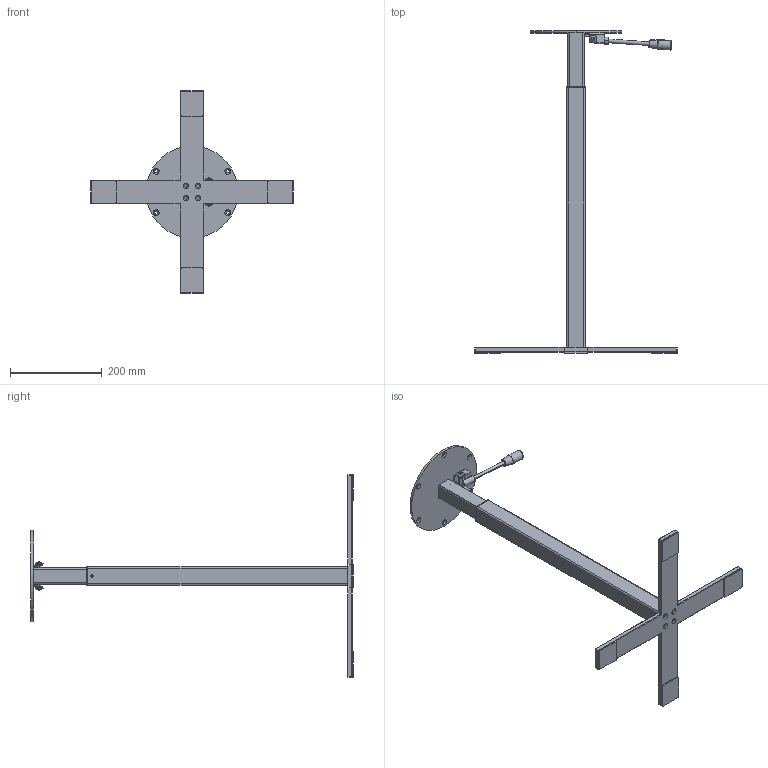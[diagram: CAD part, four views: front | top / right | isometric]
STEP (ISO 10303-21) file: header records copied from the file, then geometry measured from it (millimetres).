
FILE_DESCRIPTION (( 'STEP AP203' ), '1' );
FILE_NAME ('50315x_Pelarstativ gas 440, spak, Stå_Sitt.STEP', '2019-02-28T15:18:06', ( '' ), ( '' ), 'SwSTEP 2.0', 'SolidWorks 2017', '' );
FILE_SCHEMA (( 'CONFIG_CONTROL_DESIGN' ));
Length unit declared in the file: millimetre
Products named in the file (1): 50315x_Pelarstativ gas 440, spak, Stå_Sitt
Bounding box: 440 x 701.4 x 440 mm (x, y, z)
Surface area: 434386.5 mm2 (no closed solid volume)
Topology: 0 solids, 33 shells, 280 faces, 911 edges, 630 vertices
Faces by surface type: cylinder 111, plane 107, cone 26, torus 24, sphere 12
Entity records: 10078 total; most frequent: DIRECTION 1849, CARTESIAN_POINT 1846, ORIENTED_EDGE 1412, EDGE_CURVE 903, AXIS2_PLACEMENT_3D 673, VERTEX_POINT 630, LINE 503, VECTOR 503
